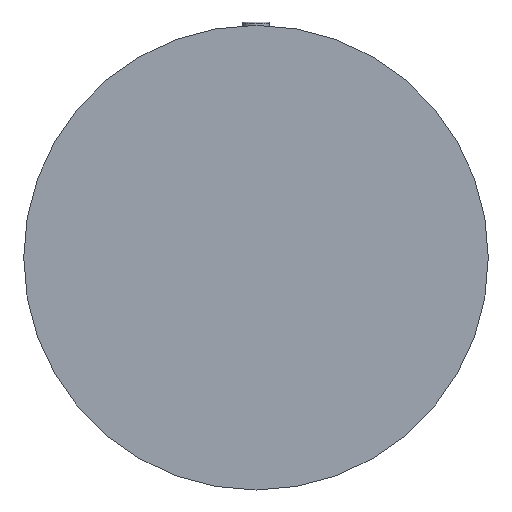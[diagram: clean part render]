
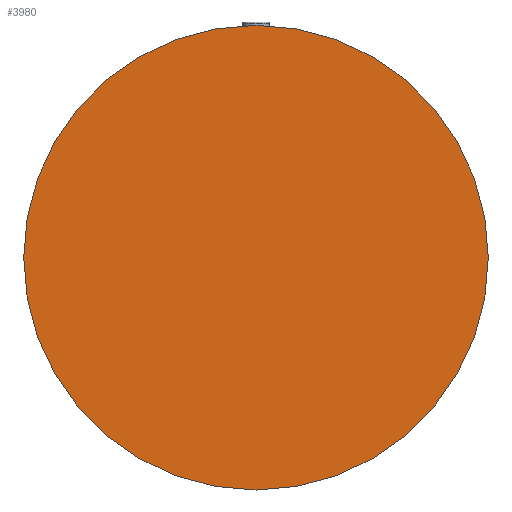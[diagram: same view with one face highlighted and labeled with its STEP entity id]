
A CAD part, front view. The second image highlights one B-rep face of the part: STEP entity #3980.
In plain terms, the highlighted planar face has unit normal (0, -1, 0).
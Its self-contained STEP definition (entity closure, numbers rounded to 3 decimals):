
#49=CARTESIAN_POINT('',(0.,53.5,-0.25));
#50=DIRECTION('',(0.,1.,0.));
#51=DIRECTION('',(1.,0.,0.));
#52=AXIS2_PLACEMENT_3D('',#49,#50,#51);
#54=CARTESIAN_POINT('',(0.,53.5,-0.25));
#55=DIRECTION('',(0.,1.,0.));
#56=DIRECTION('',(-1.,0.,0.));
#57=AXIS2_PLACEMENT_3D('',#54,#55,#56);
#3578=CARTESIAN_POINT('',(86.5,53.5,-0.25));
#3579=CARTESIAN_POINT('',(-86.5,53.5,-0.25));
#3580=VERTEX_POINT('',#3578);
#3581=VERTEX_POINT('',#3579);
#3970=CARTESIAN_POINT('',(0.,53.5,-0.25));
#3971=DIRECTION('',(0.,-1.,0.));
#3972=DIRECTION('',(-1.,0.,0.));
#3973=AXIS2_PLACEMENT_3D('',#3970,#3971,#3972);
#3974=PLANE('',#3973);
#3975=ORIENTED_EDGE('',*,*,#3953,.T.);
#3977=ORIENTED_EDGE('',*,*,#3976,.T.);
#3978=EDGE_LOOP('',(#3975,#3977));
#3979=FACE_OUTER_BOUND('',#3978,.F.);
#3980=ADVANCED_FACE('',(#3979),#3974,.T.);
#53=CIRCLE('',#52,86.5);
#58=CIRCLE('',#57,86.5);
#3953=EDGE_CURVE('',#3580,#3581,#53,.T.);
#3976=EDGE_CURVE('',#3581,#3580,#58,.T.);
